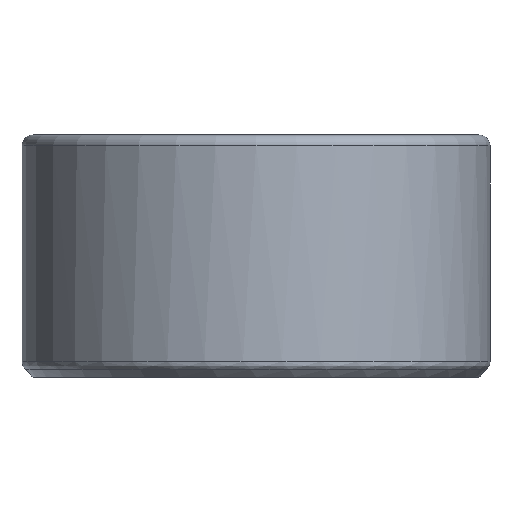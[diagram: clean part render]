
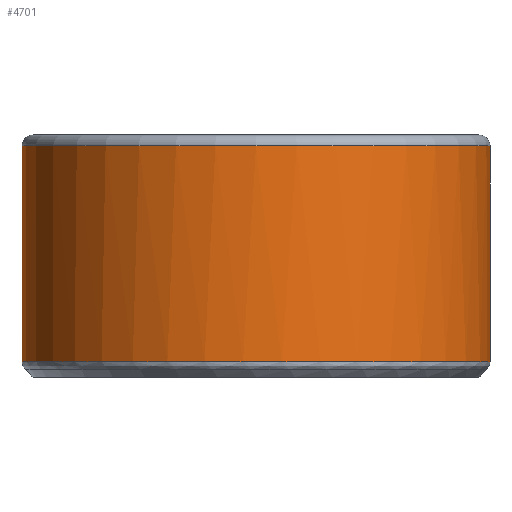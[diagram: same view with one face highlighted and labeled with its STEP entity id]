
A CAD part, front view. The second image highlights one B-rep face of the part: STEP entity #4701.
In plain terms, the highlighted cylindrical face has radius 21.25 mm (diameter 42.5 mm), a full revolution.
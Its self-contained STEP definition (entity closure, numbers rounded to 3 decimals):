
#4325 = TOROIDAL_SURFACE('',#4326,20.25,1.);
#4326 = AXIS2_PLACEMENT_3D('',#4327,#4328,#4329);
#4327 = CARTESIAN_POINT('',(0.,0.,21.));
#4328 = DIRECTION('',(0.,0.,1.));
#4329 = DIRECTION('',(1.,0.,-0.));
#4421 = ( BOUNDED_SURFACE() B_SPLINE_SURFACE(2,14,(
    (#4422,#4423,#4424,#4425,#4426,#4427,#4428,#4429,#4430,#4431,#4432
      ,#4433,#4434,#4435,#4436)
    ,(#4437,#4438,#4439,#4440,#4441,#4442,#4443,#4444,#4445,#4446,#4447
      ,#4448,#4449,#4450,#4451)
    ,(#4452,#4453,#4454,#4455,#4456,#4457,#4458,#4459,#4460,#4461,#4462
      ,#4463,#4464,#4465,#4466
)),.UNSPECIFIED.,.F.,.T.,.F.) B_SPLINE_SURFACE_WITH_KNOTS((3,3),(15,15),
  (0.,133.518),(0.,133.518),
.PIECEWISE_BEZIER_KNOTS.) GEOMETRIC_REPRESENTATION_ITEM() 
RATIONAL_B_SPLINE_SURFACE((
    (1.,1.,1.,1.,1.,1.
      ,1.,1.,1.,1.
      ,1.,1.,1.,1.,1.)
    ,(0.924,0.924,0.924,0.924
      ,0.924,0.924,0.924,0.924
      ,0.924,0.924,0.924,0.924
      ,0.924,0.924,0.924)
    ,(1.,1.,1.,1.,1.,1.
      ,1.,1.,1.,1.
,1.,1.,1.,1.,1.
))) REPRESENTATION_ITEM('') SURFACE() );
#4422 = CARTESIAN_POINT('',(21.25,0.,1.414));
#4423 = CARTESIAN_POINT('',(21.25,9.399,
    1.414));
#4424 = CARTESIAN_POINT('',(16.774,18.998,
    1.414));
#4425 = CARTESIAN_POINT('',(7.506,26.295,
    1.414));
#4426 = CARTESIAN_POINT('',(-5.136,28.694,
    1.414));
#4427 = CARTESIAN_POINT('',(-18.23,23.946,1.414
    ));
#4428 = CARTESIAN_POINT('',(-27.015,14.544,
    1.414));
#4429 = CARTESIAN_POINT('',(-32.572,0.,
    1.414));
#4430 = CARTESIAN_POINT('',(-27.015,-14.544,
    1.414));
#4431 = CARTESIAN_POINT('',(-18.23,-23.946,
    1.414));
#4432 = CARTESIAN_POINT('',(-5.136,-28.694,
    1.414));
#4433 = CARTESIAN_POINT('',(7.506,-26.295,
    1.414));
#4434 = CARTESIAN_POINT('',(16.774,-18.998,
    1.414));
#4435 = CARTESIAN_POINT('',(21.25,-9.399,
    1.414));
#4436 = CARTESIAN_POINT('',(21.25,0.,1.414));
#4437 = CARTESIAN_POINT('',(21.25,0.,1.));
#4438 = CARTESIAN_POINT('',(21.25,9.399,1.));
#4439 = CARTESIAN_POINT('',(16.774,18.998,1.));
#4440 = CARTESIAN_POINT('',(7.506,26.295,1.));
#4441 = CARTESIAN_POINT('',(-5.136,28.694,
    1.));
#4442 = CARTESIAN_POINT('',(-18.23,23.946,
    1.));
#4443 = CARTESIAN_POINT('',(-27.015,14.544,
    1.));
#4444 = CARTESIAN_POINT('',(-32.572,0.,
    1.));
#4445 = CARTESIAN_POINT('',(-27.015,-14.544,
    1.));
#4446 = CARTESIAN_POINT('',(-18.23,-23.946,
    1.));
#4447 = CARTESIAN_POINT('',(-5.136,-28.694,
    1.));
#4448 = CARTESIAN_POINT('',(7.506,-26.295,
    1.));
#4449 = CARTESIAN_POINT('',(16.774,-18.998,1.));
#4450 = CARTESIAN_POINT('',(21.25,-9.399,1.));
#4451 = CARTESIAN_POINT('',(21.25,0.,1.));
#4452 = CARTESIAN_POINT('',(20.957,0.,0.707));
#4453 = CARTESIAN_POINT('',(20.957,9.269,
    0.707));
#4454 = CARTESIAN_POINT('',(16.543,18.736,
    0.707));
#4455 = CARTESIAN_POINT('',(7.402,25.933,
    0.707));
#4456 = CARTESIAN_POINT('',(-5.065,28.299,
    0.707));
#4457 = CARTESIAN_POINT('',(-17.979,23.616,
    0.707));
#4458 = CARTESIAN_POINT('',(-26.643,14.343,
    0.707));
#4459 = CARTESIAN_POINT('',(-32.123,0.,
    0.707));
#4460 = CARTESIAN_POINT('',(-26.643,-14.343,
    0.707));
#4461 = CARTESIAN_POINT('',(-17.979,-23.616,
    0.707));
#4462 = CARTESIAN_POINT('',(-5.065,-28.299,
    0.707));
#4463 = CARTESIAN_POINT('',(7.402,-25.933,
    0.707));
#4464 = CARTESIAN_POINT('',(16.543,-18.736,
    0.707));
#4465 = CARTESIAN_POINT('',(20.957,-9.269,
    0.707));
#4466 = CARTESIAN_POINT('',(20.957,0.,
    0.707));
#4576 = VERTEX_POINT('',#4577);
#4577 = CARTESIAN_POINT('',(21.25,0.,21.));
#4597 = EDGE_CURVE('',#4576,#4576,#4598,.T.);
#4598 = SURFACE_CURVE('',#4599,(#4604,#4611),.PCURVE_S1.);
#4599 = CIRCLE('',#4600,21.25);
#4600 = AXIS2_PLACEMENT_3D('',#4601,#4602,#4603);
#4601 = CARTESIAN_POINT('',(0.,0.,21.));
#4602 = DIRECTION('',(0.,0.,1.));
#4603 = DIRECTION('',(1.,0.,-0.));
#4604 = PCURVE('',#4325,#4605);
#4605 = DEFINITIONAL_REPRESENTATION('',(#4606),#4610);
#4606 = LINE('',#4607,#4608);
#4607 = CARTESIAN_POINT('',(0.,0.));
#4608 = VECTOR('',#4609,1.);
#4609 = DIRECTION('',(1.,0.));
#4610 = ( GEOMETRIC_REPRESENTATION_CONTEXT(2) 
PARAMETRIC_REPRESENTATION_CONTEXT() REPRESENTATION_CONTEXT('2D SPACE',''
  ) );
#4611 = PCURVE('',#4612,#4617);
#4612 = CYLINDRICAL_SURFACE('',#4613,21.25);
#4613 = AXIS2_PLACEMENT_3D('',#4614,#4615,#4616);
#4614 = CARTESIAN_POINT('',(0.,0.,0.));
#4615 = DIRECTION('',(-0.,-0.,-1.));
#4616 = DIRECTION('',(1.,0.,0.));
#4617 = DEFINITIONAL_REPRESENTATION('',(#4618),#4622);
#4618 = LINE('',#4619,#4620);
#4619 = CARTESIAN_POINT('',(-0.,-21.));
#4620 = VECTOR('',#4621,1.);
#4621 = DIRECTION('',(-1.,0.));
#4622 = ( GEOMETRIC_REPRESENTATION_CONTEXT(2) 
PARAMETRIC_REPRESENTATION_CONTEXT() REPRESENTATION_CONTEXT('2D SPACE',''
  ) );
#4630 = VERTEX_POINT('',#4631);
#4631 = CARTESIAN_POINT('',(21.25,0.,1.414));
#4652 = EDGE_CURVE('',#4630,#4630,#4653,.T.);
#4653 = SURFACE_CURVE('',#4654,(#4670,#4677),.PCURVE_S1.);
#4654 = ( BOUNDED_CURVE() B_SPLINE_CURVE(14,(#4655,#4656,#4657,#4658,
    #4659,#4660,#4661,#4662,#4663,#4664,#4665,#4666,#4667,#4668,#4669),
.UNSPECIFIED.,.T.,.F.) B_SPLINE_CURVE_WITH_KNOTS((15,15),(
0.,133.518),.PIECEWISE_BEZIER_KNOTS.) CURVE() 
GEOMETRIC_REPRESENTATION_ITEM() RATIONAL_B_SPLINE_CURVE((1.,1.,
    1.,1.,1.,1.,
    1.,1.,1.,1.,
1.,1.,1.,1.,1.)) REPRESENTATION_ITEM('') );
#4655 = CARTESIAN_POINT('',(21.25,0.,1.414));
#4656 = CARTESIAN_POINT('',(21.25,9.399,
    1.414));
#4657 = CARTESIAN_POINT('',(16.774,18.998,
    1.414));
#4658 = CARTESIAN_POINT('',(7.506,26.295,
    1.414));
#4659 = CARTESIAN_POINT('',(-5.136,28.694,
    1.414));
#4660 = CARTESIAN_POINT('',(-18.23,23.946,1.414
    ));
#4661 = CARTESIAN_POINT('',(-27.015,14.544,
    1.414));
#4662 = CARTESIAN_POINT('',(-32.572,0.,
    1.414));
#4663 = CARTESIAN_POINT('',(-27.015,-14.544,
    1.414));
#4664 = CARTESIAN_POINT('',(-18.23,-23.946,
    1.414));
#4665 = CARTESIAN_POINT('',(-5.136,-28.694,
    1.414));
#4666 = CARTESIAN_POINT('',(7.506,-26.295,
    1.414));
#4667 = CARTESIAN_POINT('',(16.774,-18.998,
    1.414));
#4668 = CARTESIAN_POINT('',(21.25,-9.399,
    1.414));
#4669 = CARTESIAN_POINT('',(21.25,0.,1.414));
#4670 = PCURVE('',#4421,#4671);
#4671 = DEFINITIONAL_REPRESENTATION('',(#4672),#4676);
#4672 = LINE('',#4673,#4674);
#4673 = CARTESIAN_POINT('',(0.,0.));
#4674 = VECTOR('',#4675,1.);
#4675 = DIRECTION('',(0.,1.));
#4676 = ( GEOMETRIC_REPRESENTATION_CONTEXT(2) 
PARAMETRIC_REPRESENTATION_CONTEXT() REPRESENTATION_CONTEXT('2D SPACE',''
  ) );
#4677 = PCURVE('',#4612,#4678);
#4678 = DEFINITIONAL_REPRESENTATION('',(#4679),#4700);
#4679 = B_SPLINE_CURVE_WITH_KNOTS('',10,(#4680,#4681,#4682,#4683,#4684,
    #4685,#4686,#4687,#4688,#4689,#4690,#4691,#4692,#4693,#4694,#4695,
    #4696,#4697,#4698,#4699),.UNSPECIFIED.,.F.,.F.,(11,9,11),(
    0.,66.759,133.518),.UNSPECIFIED.);
#4680 = CARTESIAN_POINT('',(0.,-1.414));
#4681 = CARTESIAN_POINT('',(-0.31,-1.414));
#4682 = CARTESIAN_POINT('',(-0.624,-1.414));
#4683 = CARTESIAN_POINT('',(-0.94,-1.414));
#4684 = CARTESIAN_POINT('',(-1.256,-1.414));
#4685 = CARTESIAN_POINT('',(-1.57,-1.414));
#4686 = CARTESIAN_POINT('',(-1.885,-1.414));
#4687 = CARTESIAN_POINT('',(-2.199,-1.414));
#4688 = CARTESIAN_POINT('',(-2.513,-1.414));
#4689 = CARTESIAN_POINT('',(-2.827,-1.414));
#4690 = CARTESIAN_POINT('',(-3.456,-1.414));
#4691 = CARTESIAN_POINT('',(-3.77,-1.414));
#4692 = CARTESIAN_POINT('',(-4.084,-1.414));
#4693 = CARTESIAN_POINT('',(-4.398,-1.414));
#4694 = CARTESIAN_POINT('',(-4.713,-1.414));
#4695 = CARTESIAN_POINT('',(-5.027,-1.414));
#4696 = CARTESIAN_POINT('',(-5.343,-1.414));
#4697 = CARTESIAN_POINT('',(-5.659,-1.414));
#4698 = CARTESIAN_POINT('',(-5.974,-1.414));
#4699 = CARTESIAN_POINT('',(-6.283,-1.414));
#4700 = ( GEOMETRIC_REPRESENTATION_CONTEXT(2) 
PARAMETRIC_REPRESENTATION_CONTEXT() REPRESENTATION_CONTEXT('2D SPACE',''
  ) );
#4701 = ADVANCED_FACE('',(#4702),#4612,.T.);
#4702 = FACE_BOUND('',#4703,.F.);
#4703 = EDGE_LOOP('',(#4704,#4725,#4726,#4727));
#4704 = ORIENTED_EDGE('',*,*,#4705,.T.);
#4705 = EDGE_CURVE('',#4630,#4576,#4706,.T.);
#4706 = SEAM_CURVE('',#4707,(#4711,#4718),.PCURVE_S1.);
#4707 = LINE('',#4708,#4709);
#4708 = CARTESIAN_POINT('',(21.25,0.,0.));
#4709 = VECTOR('',#4710,1.);
#4710 = DIRECTION('',(0.,0.,1.));
#4711 = PCURVE('',#4612,#4712);
#4712 = DEFINITIONAL_REPRESENTATION('',(#4713),#4717);
#4713 = LINE('',#4714,#4715);
#4714 = CARTESIAN_POINT('',(-0.,0.));
#4715 = VECTOR('',#4716,1.);
#4716 = DIRECTION('',(-0.,-1.));
#4717 = ( GEOMETRIC_REPRESENTATION_CONTEXT(2) 
PARAMETRIC_REPRESENTATION_CONTEXT() REPRESENTATION_CONTEXT('2D SPACE',''
  ) );
#4718 = PCURVE('',#4612,#4719);
#4719 = DEFINITIONAL_REPRESENTATION('',(#4720),#4724);
#4720 = LINE('',#4721,#4722);
#4721 = CARTESIAN_POINT('',(-6.283,0.));
#4722 = VECTOR('',#4723,1.);
#4723 = DIRECTION('',(-0.,-1.));
#4724 = ( GEOMETRIC_REPRESENTATION_CONTEXT(2) 
PARAMETRIC_REPRESENTATION_CONTEXT() REPRESENTATION_CONTEXT('2D SPACE',''
  ) );
#4725 = ORIENTED_EDGE('',*,*,#4597,.T.);
#4726 = ORIENTED_EDGE('',*,*,#4705,.F.);
#4727 = ORIENTED_EDGE('',*,*,#4652,.F.);
